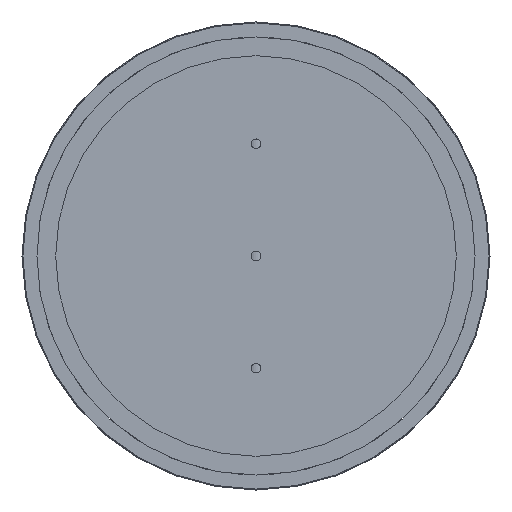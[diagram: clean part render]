
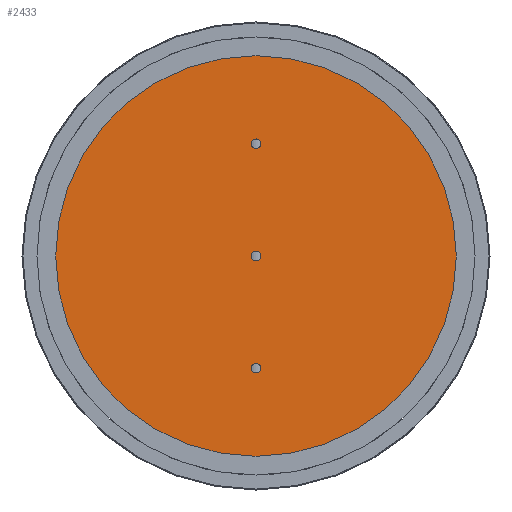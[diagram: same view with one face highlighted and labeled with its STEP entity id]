
A CAD part, front view. The second image highlights one B-rep face of the part: STEP entity #2433.
In plain terms, the highlighted planar face has unit normal (0, -1, 0).
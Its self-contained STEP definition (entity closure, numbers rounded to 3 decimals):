
#16 = VERTEX_POINT ( 'NONE', #753 ) ;
#61 = PLANE ( 'NONE',  #3286 ) ;
#92 = CARTESIAN_POINT ( 'NONE',  ( 0., 0., 57.5 ) ) ;
#317 = CARTESIAN_POINT ( 'NONE',  ( 0., 0., -57.5 ) ) ;
#332 = CARTESIAN_POINT ( 'NONE',  ( 0., 0., -62.5 ) ) ;
#348 = CARTESIAN_POINT ( 'NONE',  ( 0., 0., 62.5 ) ) ;
#388 = CARTESIAN_POINT ( 'NONE',  ( 0., 0., 2.5 ) ) ;
#423 = CARTESIAN_POINT ( 'NONE',  ( 0., 0., -107. ) ) ;
#530 = VERTEX_POINT ( 'NONE', #782 ) ;
#753 = CARTESIAN_POINT ( 'NONE',  ( 0., 0., -2.5 ) ) ;
#782 = CARTESIAN_POINT ( 'NONE',  ( 0., 0., 107. ) ) ;
#1076 = VERTEX_POINT ( 'NONE', #423 ) ;
#1110 = VERTEX_POINT ( 'NONE', #388 ) ;
#1115 = CARTESIAN_POINT ( 'NONE',  ( 0., 0., 0. ) ) ;
#1143 = VERTEX_POINT ( 'NONE', #348 ) ;
#1157 = VERTEX_POINT ( 'NONE', #332 ) ;
#1191 = DIRECTION ( 'NONE',  ( 0., 0., 1. ) ) ;
#1193 = DIRECTION ( 'NONE',  ( 0., 1., 0. ) ) ;
#1199 = VERTEX_POINT ( 'NONE', #317 ) ;
#1337 = VERTEX_POINT ( 'NONE', #92 ) ;
#1603 = FACE_BOUND ( 'NONE', #7570, .T. ) ;
#1608 = FACE_OUTER_BOUND ( 'NONE', #7560, .T. ) ;
#1610 = FACE_BOUND ( 'NONE', #7549, .T. ) ;
#1612 = FACE_BOUND ( 'NONE', #7415, .T. ) ;
#1753 = AXIS2_PLACEMENT_3D ( 'NONE', #6767, #6525, #6526 ) ;
#1755 = AXIS2_PLACEMENT_3D ( 'NONE', #6319, #6424, #6425 ) ;
#2051 = ORIENTED_EDGE ( 'NONE', *, *, #5923, .F. ) ;
#2057 = ORIENTED_EDGE ( 'NONE', *, *, #5837, .T. ) ;
#2060 = ORIENTED_EDGE ( 'NONE', *, *, #5925, .T. ) ;
#2061 = ORIENTED_EDGE ( 'NONE', *, *, #5908, .T. ) ;
#2066 = ORIENTED_EDGE ( 'NONE', *, *, #5833, .T. ) ;
#2070 = ORIENTED_EDGE ( 'NONE', *, *, #5902, .T. ) ;
#2072 = ORIENTED_EDGE ( 'NONE', *, *, #5893, .T. ) ;
#2079 = ORIENTED_EDGE ( 'NONE', *, *, #5877, .F. ) ;
#2433 = ADVANCED_FACE ( 'NONE', ( #1603, #1608, #1610, #1612 ), #61, .F. ) ;
#3046 = AXIS2_PLACEMENT_3D ( 'NONE', #6409, #6604, #6407 ) ;
#3048 = AXIS2_PLACEMENT_3D ( 'NONE', #6915, #6899, #6364 ) ;
#3070 = AXIS2_PLACEMENT_3D ( 'NONE', #6679, #6502, #6518 ) ;
#3076 = AXIS2_PLACEMENT_3D ( 'NONE', #6431, #6427, #6430 ) ;
#3080 = AXIS2_PLACEMENT_3D ( 'NONE', #6758, #6766, #6728 ) ;
#3086 = AXIS2_PLACEMENT_3D ( 'NONE', #6491, #6968, #7002 ) ;
#3286 = AXIS2_PLACEMENT_3D ( 'NONE', #1115, #1193, #1191 ) ;
#3797 = CIRCLE ( 'NONE', #3046, 2.5 ) ;
#3799 = CIRCLE ( 'NONE', #3048, 2.5 ) ;
#5833 = EDGE_CURVE ( 'NONE', #1337, #1143, #3797, .T. ) ;
#5837 = EDGE_CURVE ( 'NONE', #1157, #1199, #3799, .T. ) ;
#5877 = EDGE_CURVE ( 'NONE', #1076, #530, #5949, .T. ) ;
#5893 = EDGE_CURVE ( 'NONE', #1110, #16, #5968, .T. ) ;
#5902 = EDGE_CURVE ( 'NONE', #1143, #1337, #5974, .T. ) ;
#5908 = EDGE_CURVE ( 'NONE', #1199, #1157, #5982, .T. ) ;
#5923 = EDGE_CURVE ( 'NONE', #530, #1076, #5999, .T. ) ;
#5925 = EDGE_CURVE ( 'NONE', #16, #1110, #6002, .T. ) ;
#5949 = CIRCLE ( 'NONE', #3070, 107. ) ;
#5968 = CIRCLE ( 'NONE', #3076, 2.5 ) ;
#5974 = CIRCLE ( 'NONE', #3080, 2.5 ) ;
#5982 = CIRCLE ( 'NONE', #3086, 2.5 ) ;
#5999 = CIRCLE ( 'NONE', #1753, 107. ) ;
#6002 = CIRCLE ( 'NONE', #1755, 2.5 ) ;
#6319 = CARTESIAN_POINT ( 'NONE',  ( 0., 0., 0. ) ) ;
#6364 = DIRECTION ( 'NONE',  ( 0., 0., 1. ) ) ;
#6407 = DIRECTION ( 'NONE',  ( 0., 0., 1. ) ) ;
#6409 = CARTESIAN_POINT ( 'NONE',  ( 0., 0., 60. ) ) ;
#6424 = DIRECTION ( 'NONE',  ( 0., 1., 0. ) ) ;
#6425 = DIRECTION ( 'NONE',  ( 0., 0., 1. ) ) ;
#6427 = DIRECTION ( 'NONE',  ( 0., 1., 0. ) ) ;
#6430 = DIRECTION ( 'NONE',  ( 0., 0., 1. ) ) ;
#6431 = CARTESIAN_POINT ( 'NONE',  ( 0., 0., 0. ) ) ;
#6491 = CARTESIAN_POINT ( 'NONE',  ( 0., 0., -60. ) ) ;
#6502 = DIRECTION ( 'NONE',  ( 0., 1., 0. ) ) ;
#6518 = DIRECTION ( 'NONE',  ( 0., 0., 1. ) ) ;
#6525 = DIRECTION ( 'NONE',  ( 0., 1., 0. ) ) ;
#6526 = DIRECTION ( 'NONE',  ( 0., 0., 1. ) ) ;
#6604 = DIRECTION ( 'NONE',  ( 0., 1., 0. ) ) ;
#6679 = CARTESIAN_POINT ( 'NONE',  ( 0., 0., 0. ) ) ;
#6728 = DIRECTION ( 'NONE',  ( 0., 0., 1. ) ) ;
#6758 = CARTESIAN_POINT ( 'NONE',  ( 0., 0., 60. ) ) ;
#6766 = DIRECTION ( 'NONE',  ( 0., 1., 0. ) ) ;
#6767 = CARTESIAN_POINT ( 'NONE',  ( 0., 0., 0. ) ) ;
#6899 = DIRECTION ( 'NONE',  ( 0., 1., 0. ) ) ;
#6915 = CARTESIAN_POINT ( 'NONE',  ( 0., 0., -60. ) ) ;
#6968 = DIRECTION ( 'NONE',  ( 0., 1., 0. ) ) ;
#7002 = DIRECTION ( 'NONE',  ( 0., 0., 1. ) ) ;
#7415 = EDGE_LOOP ( 'NONE', ( #2066, #2070 ) ) ;
#7549 = EDGE_LOOP ( 'NONE', ( #2057, #2061 ) ) ;
#7560 = EDGE_LOOP ( 'NONE', ( #2079, #2051 ) ) ;
#7570 = EDGE_LOOP ( 'NONE', ( #2060, #2072 ) ) ;
